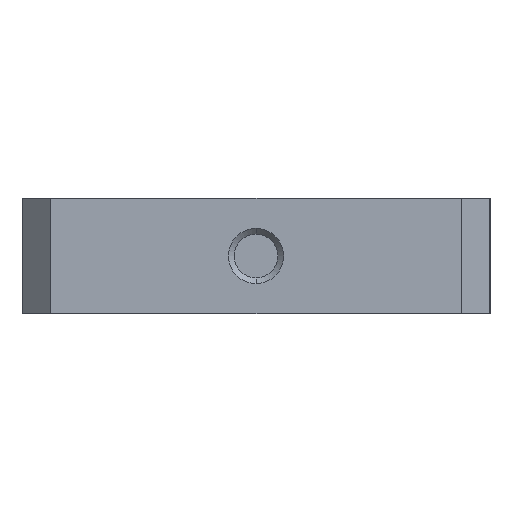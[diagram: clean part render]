
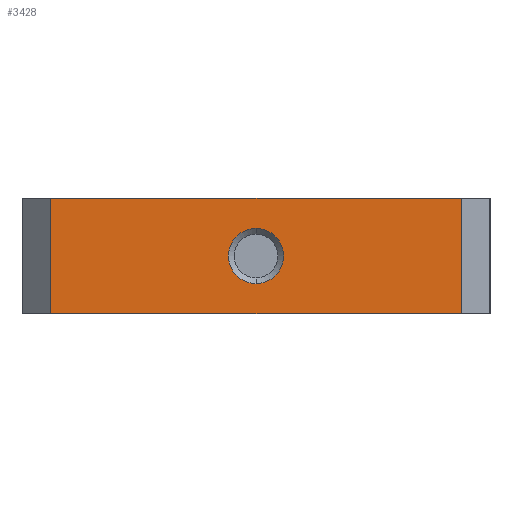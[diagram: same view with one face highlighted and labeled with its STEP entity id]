
A CAD part, front view. The second image highlights one B-rep face of the part: STEP entity #3428.
In plain terms, the highlighted planar face has unit normal (0, -1, 0).
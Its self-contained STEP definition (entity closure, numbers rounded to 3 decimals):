
#79 = DIRECTION ( 'NONE',  ( 0., 1., 0. ) ) ;
#228 = EDGE_CURVE ( 'NONE', #3097, #1895, #2482, .T. ) ;
#298 = LINE ( 'NONE', #2748, #3800 ) ;
#397 = VECTOR ( 'NONE', #1354, 1000. ) ;
#399 = CIRCLE ( 'NONE', #720, 2.4 ) ;
#609 = EDGE_CURVE ( 'NONE', #791, #3413, #3562, .T. ) ;
#720 = AXIS2_PLACEMENT_3D ( 'NONE', #1013, #79, #2186 ) ;
#765 = AXIS2_PLACEMENT_3D ( 'NONE', #845, #1697, #3216 ) ;
#777 = LINE ( 'NONE', #2875, #1148 ) ;
#791 = VERTEX_POINT ( 'NONE', #1441 ) ;
#799 = VERTEX_POINT ( 'NONE', #3462 ) ;
#845 = CARTESIAN_POINT ( 'NONE',  ( 0., -20.3, 0. ) ) ;
#890 = CARTESIAN_POINT ( 'NONE',  ( 17.8, -20.3, 5. ) ) ;
#891 = ORIENTED_EDGE ( 'NONE', *, *, #228, .T. ) ;
#1013 = CARTESIAN_POINT ( 'NONE',  ( 0., -20.3, 0. ) ) ;
#1021 = CARTESIAN_POINT ( 'NONE',  ( -17.8, -20.3, -5. ) ) ;
#1148 = VECTOR ( 'NONE', #2598, 1000. ) ;
#1354 = DIRECTION ( 'NONE',  ( 0., 0., -1. ) ) ;
#1441 = CARTESIAN_POINT ( 'NONE',  ( 17.8, -20.3, -5. ) ) ;
#1658 = VECTOR ( 'NONE', #2286, 1000. ) ;
#1697 = DIRECTION ( 'NONE',  ( 0., 1., 0. ) ) ;
#1895 = VERTEX_POINT ( 'NONE', #3967 ) ;
#1924 = EDGE_CURVE ( 'NONE', #799, #3413, #298, .T. ) ;
#2039 = ORIENTED_EDGE ( 'NONE', *, *, #3212, .T. ) ;
#2102 = FACE_OUTER_BOUND ( 'NONE', #3017, .T. ) ;
#2125 = DIRECTION ( 'NONE',  ( 0., 0., 1. ) ) ;
#2186 = DIRECTION ( 'NONE',  ( 0., 0., 1. ) ) ;
#2286 = DIRECTION ( 'NONE',  ( 0., 0., 1. ) ) ;
#2482 = CIRCLE ( 'NONE', #765, 2.4 ) ;
#2598 = DIRECTION ( 'NONE',  ( 1., 0., 0. ) ) ;
#2646 = ORIENTED_EDGE ( 'NONE', *, *, #609, .T. ) ;
#2654 = CARTESIAN_POINT ( 'NONE',  ( 17.8, -20.3, 5. ) ) ;
#2725 = DIRECTION ( 'NONE',  ( 1., 0., 0. ) ) ;
#2748 = CARTESIAN_POINT ( 'NONE',  ( -20.3, -20.3, 5. ) ) ;
#2855 = CARTESIAN_POINT ( 'NONE',  ( 0., -20.3, -2.4 ) ) ;
#2875 = CARTESIAN_POINT ( 'NONE',  ( -20.3, -20.3, -5. ) ) ;
#2946 = ORIENTED_EDGE ( 'NONE', *, *, #1924, .F. ) ;
#3017 = EDGE_LOOP ( 'NONE', ( #2946, #3551, #2039, #2646 ) ) ;
#3034 = DIRECTION ( 'NONE',  ( 0., 1., 0. ) ) ;
#3097 = VERTEX_POINT ( 'NONE', #2855 ) ;
#3212 = EDGE_CURVE ( 'NONE', #3658, #791, #777, .T. ) ;
#3216 = DIRECTION ( 'NONE',  ( 0., 0., 1. ) ) ;
#3337 = AXIS2_PLACEMENT_3D ( 'NONE', #3578, #3034, #2125 ) ;
#3338 = PLANE ( 'NONE',  #3337 ) ;
#3413 = VERTEX_POINT ( 'NONE', #890 ) ;
#3428 = ADVANCED_FACE ( 'NONE', ( #3664, #2102 ), #3338, .F. ) ;
#3462 = CARTESIAN_POINT ( 'NONE',  ( -17.8, -20.3, 5. ) ) ;
#3472 = CARTESIAN_POINT ( 'NONE',  ( -17.8, -20.3, 5. ) ) ;
#3551 = ORIENTED_EDGE ( 'NONE', *, *, #3630, .T. ) ;
#3562 = LINE ( 'NONE', #2654, #1658 ) ;
#3578 = CARTESIAN_POINT ( 'NONE',  ( -20.3, -20.3, 5. ) ) ;
#3630 = EDGE_CURVE ( 'NONE', #799, #3658, #3737, .T. ) ;
#3658 = VERTEX_POINT ( 'NONE', #1021 ) ;
#3664 = FACE_BOUND ( 'NONE', #3899, .T. ) ;
#3737 = LINE ( 'NONE', #3472, #397 ) ;
#3775 = EDGE_CURVE ( 'NONE', #1895, #3097, #399, .T. ) ;
#3800 = VECTOR ( 'NONE', #2725, 1000. ) ;
#3899 = EDGE_LOOP ( 'NONE', ( #891, #3906 ) ) ;
#3906 = ORIENTED_EDGE ( 'NONE', *, *, #3775, .T. ) ;
#3967 = CARTESIAN_POINT ( 'NONE',  ( 0., -20.3, 2.4 ) ) ;
